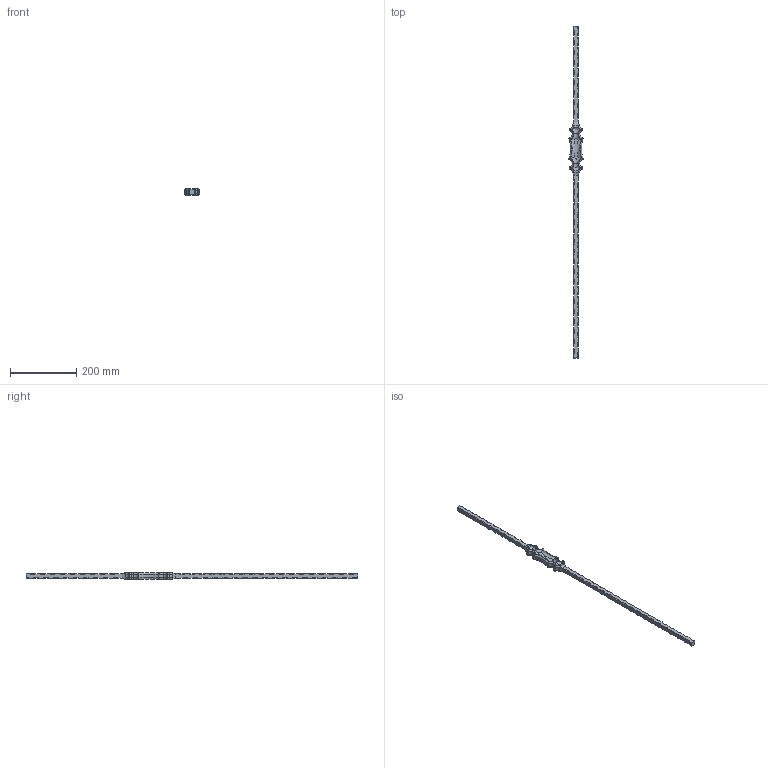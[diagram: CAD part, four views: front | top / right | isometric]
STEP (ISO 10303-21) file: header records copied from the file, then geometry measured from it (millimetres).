
FILE_DESCRIPTION (( 'STEP AP203' ), '1' );
FILE_NAME ('1249.step', '2023-06-26T07:31:42', ( '' ), ( '' ), 'SwSTEP 2.0', 'SolidWorks 2018', '' );
FILE_SCHEMA (( 'CONFIG_CONTROL_DESIGN' ));
Length unit declared in the file: millimetre
Products named in the file (1): 1249
Bounding box: 43.98 x 1000 x 20 mm (x, y, z)
Volume: 210431.2 mm3; surface area: 59936.5 mm2
Topology: 1 solids, 1 shells, 463 faces, 1455 edges, 788 vertices
Faces by surface type: torus 158, plane 152, bspline 91, cylinder 46, sphere 16
Entity records: 19157 total; most frequent: CARTESIAN_POINT 7989, ORIENTED_EDGE 2458, DIRECTION 2135, EDGE_CURVE 1229, VERTEX_POINT 788, AXIS2_PLACEMENT_3D 771, VECTOR 593, LINE 593
